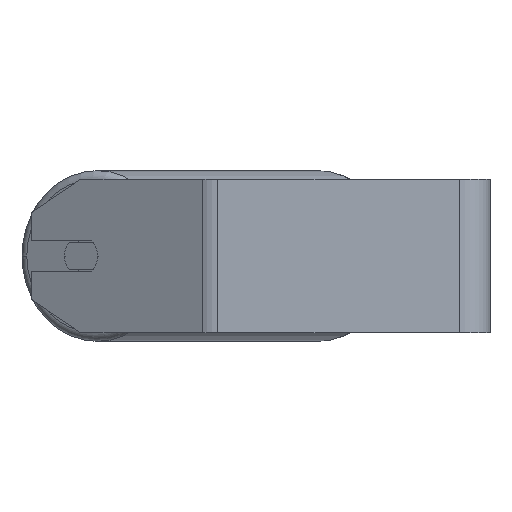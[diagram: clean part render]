
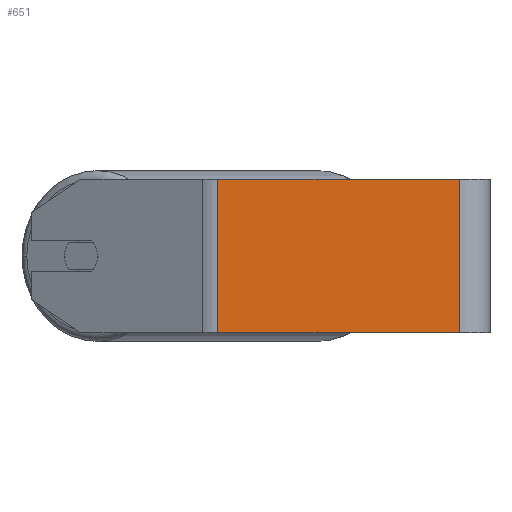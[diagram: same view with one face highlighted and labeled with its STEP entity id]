
A CAD part, left-side view. The second image highlights one B-rep face of the part: STEP entity #651.
In plain terms, the highlighted planar face has unit normal (-1, 0, 0).
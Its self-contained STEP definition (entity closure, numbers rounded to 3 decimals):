
#59 = LINE ( 'NONE', #3368, #1524 ) ;
#121 = FACE_OUTER_BOUND ( 'NONE', #4224, .T. ) ;
#249 = CARTESIAN_POINT ( 'NONE',  ( -280., 16., -40. ) ) ;
#560 = EDGE_CURVE ( 'NONE', #5278, #5870, #5540, .T. ) ;
#651 = ADVANCED_FACE ( 'NONE', ( #121 ), #2277, .F. ) ;
#695 = DIRECTION ( 'NONE',  ( 0., 0., -1. ) ) ;
#1182 = VECTOR ( 'NONE', #3030, 1000. ) ;
#1196 = CARTESIAN_POINT ( 'NONE',  ( -280., 141.922, 40. ) ) ;
#1255 = VERTEX_POINT ( 'NONE', #1559 ) ;
#1422 = ORIENTED_EDGE ( 'NONE', *, *, #3801, .F. ) ;
#1474 = LINE ( 'NONE', #5759, #5647 ) ;
#1524 = VECTOR ( 'NONE', #5449, 1000. ) ;
#1559 = CARTESIAN_POINT ( 'NONE',  ( -280., 141.922, -40. ) ) ;
#1753 = CARTESIAN_POINT ( 'NONE',  ( -280., 146.209, 40. ) ) ;
#1804 = VECTOR ( 'NONE', #5969, 1000. ) ;
#2012 = CARTESIAN_POINT ( 'NONE',  ( -280., 16., 40. ) ) ;
#2277 = PLANE ( 'NONE',  #5511 ) ;
#2595 = DIRECTION ( 'NONE',  ( 0., 0., -1. ) ) ;
#2605 = ORIENTED_EDGE ( 'NONE', *, *, #560, .F. ) ;
#3030 = DIRECTION ( 'NONE',  ( 0., 0., -1. ) ) ;
#3168 = EDGE_CURVE ( 'NONE', #5278, #1255, #1474, .T. ) ;
#3368 = CARTESIAN_POINT ( 'NONE',  ( -280., 146.209, -40. ) ) ;
#3801 = EDGE_CURVE ( 'NONE', #5870, #6942, #5899, .T. ) ;
#4224 = EDGE_LOOP ( 'NONE', ( #4694, #1422, #2605, #6173 ) ) ;
#4420 = CARTESIAN_POINT ( 'NONE',  ( -280., 146.209, 40. ) ) ;
#4694 = ORIENTED_EDGE ( 'NONE', *, *, #4814, .T. ) ;
#4814 = EDGE_CURVE ( 'NONE', #1255, #6942, #59, .T. ) ;
#5214 = CARTESIAN_POINT ( 'NONE',  ( -280., 16., 40. ) ) ;
#5278 = VERTEX_POINT ( 'NONE', #1196 ) ;
#5449 = DIRECTION ( 'NONE',  ( 0., -1., 0. ) ) ;
#5511 = AXIS2_PLACEMENT_3D ( 'NONE', #4420, #6570, #695 ) ;
#5540 = LINE ( 'NONE', #1753, #1804 ) ;
#5647 = VECTOR ( 'NONE', #2595, 1000. ) ;
#5759 = CARTESIAN_POINT ( 'NONE',  ( -280., 141.922, 40. ) ) ;
#5870 = VERTEX_POINT ( 'NONE', #2012 ) ;
#5899 = LINE ( 'NONE', #5214, #1182 ) ;
#5969 = DIRECTION ( 'NONE',  ( 0., -1., 0. ) ) ;
#6173 = ORIENTED_EDGE ( 'NONE', *, *, #3168, .T. ) ;
#6570 = DIRECTION ( 'NONE',  ( 1., 0., 0. ) ) ;
#6942 = VERTEX_POINT ( 'NONE', #249 ) ;
